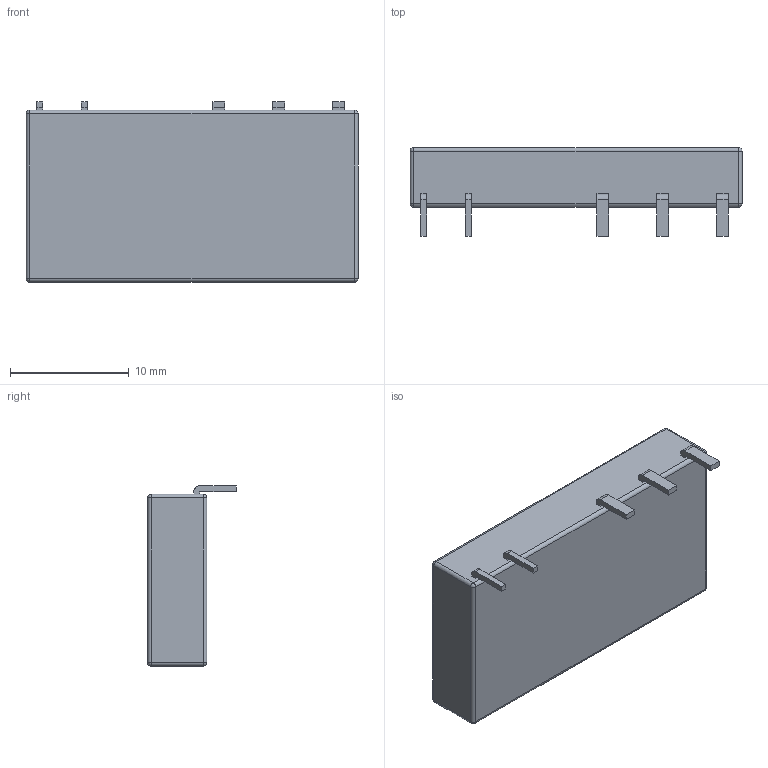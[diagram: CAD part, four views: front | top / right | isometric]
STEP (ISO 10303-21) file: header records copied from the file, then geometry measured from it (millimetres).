
FILE_DESCRIPTION (( 'STEP AP214' ), '1' );
FILE_NAME ('RM699B.STEP', '2014-01-14T08:15:08', ( 'Master' ), ( '' ), 'SwSTEP 2.0', 'SolidWorks 2013', '' );
FILE_SCHEMA (( 'AUTOMOTIVE_DESIGN' ));
Length unit declared in the file: millimetre
Products named in the file (1): RM699B
Bounding box: 28 x 7.5 x 15.2 mm (x, y, z)
Volume: 2030.8 mm3; surface area: 1299.3 mm2
Topology: 1 solids, 1 shells, 309 faces, 797 edges, 518 vertices
Faces by surface type: plane 231, bspline 53, cylinder 17, sphere 8
Entity records: 12635 total; most frequent: CARTESIAN_POINT 4982, ORIENTED_EDGE 1578, DIRECTION 1231, EDGE_CURVE 789, LINE 649, VECTOR 649, VERTEX_POINT 518, EDGE_LOOP 345
